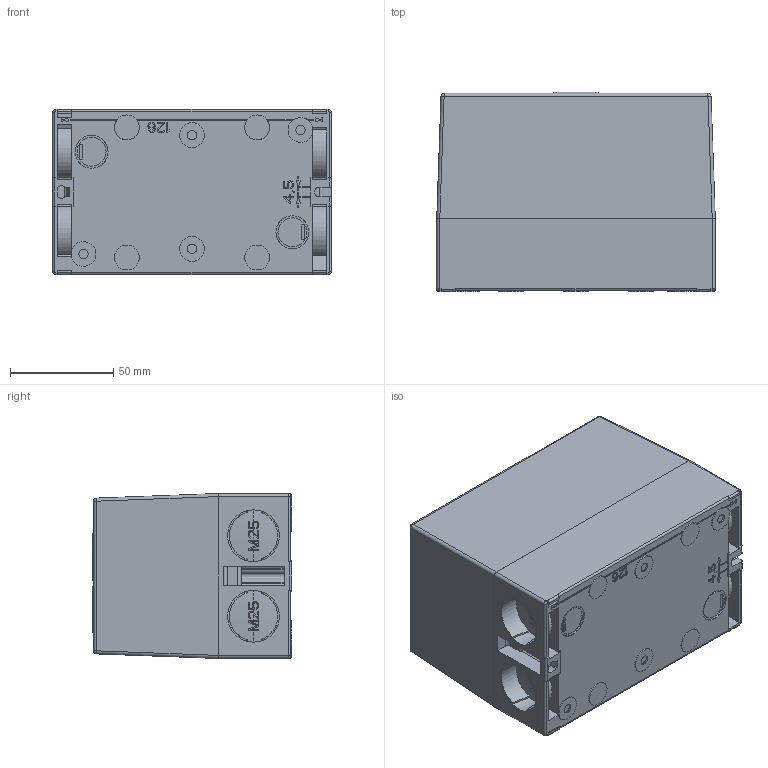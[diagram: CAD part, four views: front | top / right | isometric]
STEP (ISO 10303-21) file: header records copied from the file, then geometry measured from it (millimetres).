
FILE_DESCRIPTION((''),'2;1');
FILE_NAME('O-55_004600200_ASM','2021-07-28T',('marketing.praksa'),('Audax d.o.o.'),'CREO PARAMETRIC BY PTC INC, 2017480','CREO PARAMETRIC BY PTC INC, 2017480','');
FILE_SCHEMA(('AUTOMOTIVE_DESIGN { 1 0 10303 214 1 1 1 1 }'));
Products named in the file (6): 37425415_20_1; 37422155_16_1; 37422159_12; 37422158_8; PRT9543; O-55_004600200_ASM
Assembly tree (5 placements, depth 2):
  O-55_004600200_ASM
    37425415_20_1
    37422155_16_1
    37422159_12
    37422158_8
    PRT9543
Bounding box: 134.85 x 96.5 x 79.85 mm (x, y, z)
Volume: 159323.5 mm3; surface area: 162618.8 mm2
Topology: 7 solids, 11 shells, 2164 faces, 5997 edges, 3951 vertices
Faces by surface type: plane 1545, cylinder 426, cone 84, bspline 40, torus 38, sphere 30, extrusion 1
Entity records: 106703 total; most frequent: CARTESIAN_POINT 17040, ORIENTED_EDGE 11926, DIRECTION 11502, PRESENTATION_STYLE_ASSIGNMENT 8143, STYLED_ITEM 8143, CURVE_STYLE 5968, EDGE_CURVE 5967, VECTOR 4188
